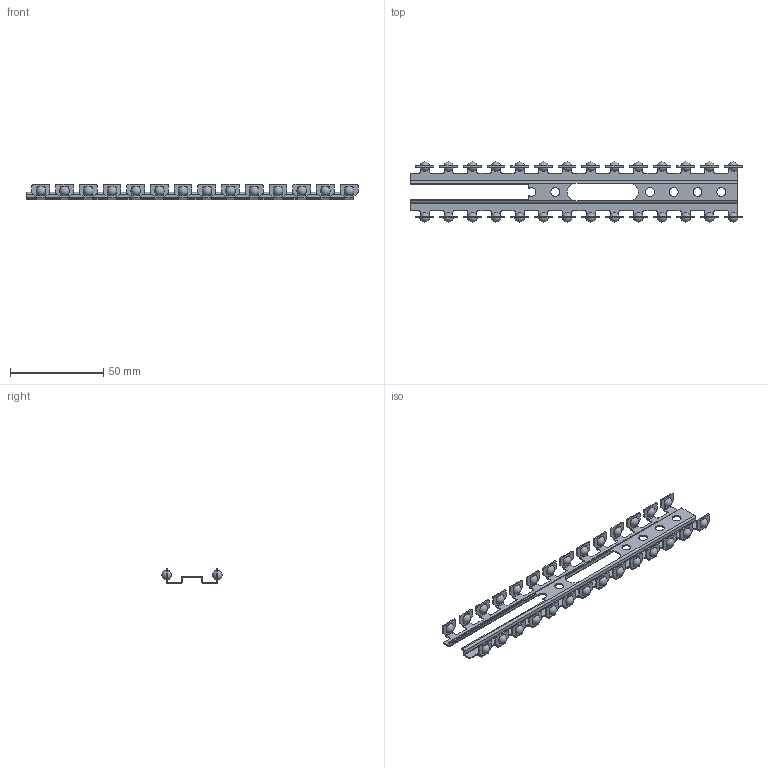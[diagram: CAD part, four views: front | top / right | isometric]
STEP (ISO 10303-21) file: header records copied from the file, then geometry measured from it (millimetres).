
FILE_DESCRIPTION(/* description */ ('STEP AP242 Edition 2','CAx-IF Rec.Pracs.---Representation and Presentation of Product Manufacturing Information (PMI)---4.0---2014-10-13','CAx-IF Rec.Pracs.---3D Tessellated Geometry---0.4---2014-09-14','2;1','CAx-IF Rec.Pracs.---User Defined Attributes---1.5---2016-08-15'),/* implementation_level */ '2;1');
FILE_NAME(/* name */ 'Hidden Blade - 12155A26_304 Stainless Steel Partial-Extension Drawer Slides (2)',/* time_stamp */ '2025-12-25T01:07:52Z',/* author */ (''),/* organization */ (''),/* preprocessor_version */ 'ST-DEVELOPER v20',/* originating_system */ 'ONSHAPE BY PTC INC, 1.208',/* authorisation */ ' ');
FILE_SCHEMA (('AP242_MANAGED_MODEL_BASED_3D_ENGINEERING_MIM_LF { 1 0 10303 442 3 1 4 }'));
Length unit declared in the file: metre
Products named in the file (1): 12155A26_304 Stainless Steel Partial-Extension Drawer Slides
Bounding box: 177.8 x 32.25 x 8.13 mm (x, y, z)
Volume: 5309.2 mm3; surface area: 13496.3 mm2
Topology: 1 solids, 1 shells, 957 faces, 3031 edges, 1962 vertices
Faces by surface type: plane 523, cylinder 406, sphere 28
Full cylindrical faces by diameter (mm): 4.763 x5
Entity records: 34166 total; most frequent: DIRECTION 6174, ORIENTED_EDGE 5996, CARTESIAN_POINT 5918, EDGE_CURVE 2998, AXIS2_PLACEMENT_3D 2218, VERTEX_POINT 1962, LINE 1738, VECTOR 1738
